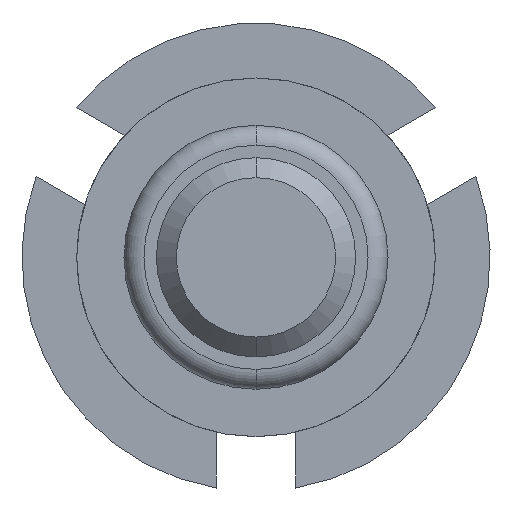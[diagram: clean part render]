
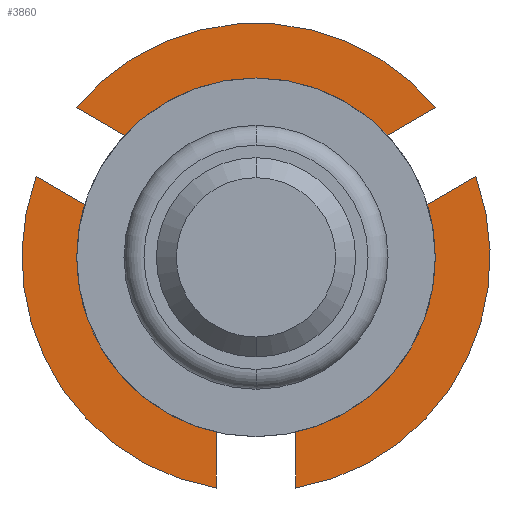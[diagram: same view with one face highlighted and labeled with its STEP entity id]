
A CAD part, front view. The second image highlights one B-rep face of the part: STEP entity #3860.
In plain terms, the highlighted planar face has unit normal (0, -1, 0).
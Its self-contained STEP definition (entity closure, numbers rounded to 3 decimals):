
#22 = CARTESIAN_POINT ( 'NONE',  ( 0., 5.5, -1.075 ) ) ;
#34 = ORIENTED_EDGE ( 'NONE', *, *, #2154, .F. ) ;
#41 = CARTESIAN_POINT ( 'NONE',  ( -1.386, 5.5, 0.8 ) ) ;
#67 = VECTOR ( 'NONE', #3421, 1000. ) ;
#72 = DIRECTION ( 'NONE',  ( -0.866, 0., -0.5 ) ) ;
#96 = VERTEX_POINT ( 'NONE', #2816 ) ;
#145 = DIRECTION ( 'NONE',  ( 0., -1., 0. ) ) ;
#221 = VERTEX_POINT ( 'NONE', #2482 ) ;
#229 = VERTEX_POINT ( 'NONE', #4485 ) ;
#276 = FACE_BOUND ( 'NONE', #1860, .T. ) ;
#313 = VECTOR ( 'NONE', #2012, 1000. ) ;
#324 = LINE ( 'NONE', #4979, #67 ) ;
#442 = VECTOR ( 'NONE', #3583, 1000. ) ;
#454 = CARTESIAN_POINT ( 'NONE',  ( 0.4, 5.5, -1.6 ) ) ;
#460 = VECTOR ( 'NONE', #1107, 1000. ) ;
#466 = EDGE_CURVE ( 'Defeature ausgef�hrt4_42+Defeature ausgef�hrt4_26+Defeature ausgef�hrt4_43+Defeature ausgef�hrt4_41', #1095, #3105, #3131, .T. ) ;
#467 = CARTESIAN_POINT ( 'NONE',  ( -0.4, 5.5, -1.6 ) ) ;
#492 = ORIENTED_EDGE ( 'NONE', *, *, #2798, .F. ) ;
#531 = EDGE_CURVE ( 'Defeature ausgef�hrt4_29+Defeature ausgef�hrt4_26+Defeature ausgef�hrt4_30+Defeature ausgef�hrt4_28', #666, #96, #2594, .T. ) ;
#559 = VERTEX_POINT ( 'NONE', #467 ) ;
#595 = CARTESIAN_POINT ( 'NONE',  ( -1.655, 5.5, 0. ) ) ;
#663 = ORIENTED_EDGE ( 'NONE', *, *, #2497, .F. ) ;
#666 = VERTEX_POINT ( 'NONE', #22 ) ;
#681 = CARTESIAN_POINT ( 'NONE',  ( -0.4, 5.5, -2.316 ) ) ;
#690 = EDGE_CURVE ( 'Defeature ausgef�hrt4_37+Defeature ausgef�hrt4_26+Defeature ausgef�hrt4_20+Defeature ausgef�hrt4_36', #4160, #1762, #1693, .T. ) ;
#697 = DIRECTION ( 'NONE',  ( 0., 1., 0. ) ) ;
#706 = LINE ( 'NONE', #3813, #1753 ) ;
#736 = CARTESIAN_POINT ( 'NONE',  ( -1.186, 5.5, 1.146 ) ) ;
#792 = CARTESIAN_POINT ( 'NONE',  ( 0.2, 5.5, 0.346 ) ) ;
#853 = LINE ( 'NONE', #792, #4231 ) ;
#878 = LINE ( 'NONE', #3422, #4927 ) ;
#895 = VERTEX_POINT ( 'NONE', #4036 ) ;
#978 = ORIENTED_EDGE ( 'NONE', *, *, #3390, .F. ) ;
#1095 = VERTEX_POINT ( 'NONE', #4154 ) ;
#1107 = DIRECTION ( 'NONE',  ( -1., 0., 0. ) ) ;
#1136 = CARTESIAN_POINT ( 'NONE',  ( 0., 5.5, -1.6 ) ) ;
#1174 = EDGE_CURVE ( 'Defeature ausgef�hrt4_36+Defeature ausgef�hrt4_26+Defeature ausgef�hrt4_37+Defeature ausgef�hrt4_35', #1762, #559, #1914, .T. ) ;
#1432 = CIRCLE ( 'NONE', #3625, 2.35 ) ;
#1459 = DIRECTION ( 'NONE',  ( 0.5, 0., -0.866 ) ) ;
#1487 = CARTESIAN_POINT ( 'NONE',  ( 1.186, 5.5, 1.146 ) ) ;
#1543 = VECTOR ( 'NONE', #3951, 1000. ) ;
#1565 = CARTESIAN_POINT ( 'NONE',  ( 1.655, 5.5, 0. ) ) ;
#1614 = CIRCLE ( 'NONE', #3689, 2.35 ) ;
#1667 = LINE ( 'NONE', #4284, #4670 ) ;
#1671 = EDGE_CURVE ( 'Defeature ausgef�hrt4_38+Defeature ausgef�hrt4_26+Defeature ausgef�hrt4_39+Defeature ausgef�hrt4_20', #895, #3723, #1667, .T. ) ;
#1693 = LINE ( 'NONE', #3156, #4576 ) ;
#1713 = EDGE_CURVE ( 'Defeature ausgef�hrt4_43+Defeature ausgef�hrt4_26+Defeature ausgef�hrt4_34+Defeature ausgef�hrt4_42', #5070, #1095, #2713, .T. ) ;
#1753 = VECTOR ( 'NONE', #1459, 1000. ) ;
#1762 = VERTEX_POINT ( 'NONE', #454 ) ;
#1789 = EDGE_CURVE ( 'Defeature ausgef�hrt4_41+Defeature ausgef�hrt4_26+Defeature ausgef�hrt4_42+Defeature ausgef�hrt4_19', #3105, #221, #853, .T. ) ;
#1860 = EDGE_LOOP ( 'NONE', ( #4032, #2797, #34, #3424 ) ) ;
#1884 = DIRECTION ( 'NONE',  ( 0., 0., -1. ) ) ;
#1897 = VERTEX_POINT ( 'NONE', #595 ) ;
#1905 = EDGE_CURVE ( 'Defeature ausgef�hrt4_27+Defeature ausgef�hrt4_26+Defeature ausgef�hrt4_28+Defeature ausgef�hrt4_30', #229, #1897, #324, .T. ) ;
#1914 = LINE ( 'NONE', #1136, #460 ) ;
#1981 = DIRECTION ( 'NONE',  ( 0., 0., -1. ) ) ;
#2012 = DIRECTION ( 'NONE',  ( 0.866, 0., -0.5 ) ) ;
#2133 = EDGE_LOOP ( 'NONE', ( #4757, #4711, #2422, #978, #492, #4782, #4023, #3805, #5099, #663, #3434, #2935 ) ) ;
#2154 = EDGE_CURVE ( 'Defeature ausgef�hrt4_30+Defeature ausgef�hrt4_26+Defeature ausgef�hrt4_27+Defeature ausgef�hrt4_29', #1897, #666, #2444, .T. ) ;
#2292 = CARTESIAN_POINT ( 'NONE',  ( 0., 5.5, 0. ) ) ;
#2333 = VECTOR ( 'NONE', #4373, 1000. ) ;
#2365 = DIRECTION ( 'NONE',  ( -0.866, 0., 0.5 ) ) ;
#2422 = ORIENTED_EDGE ( 'NONE', *, *, #1713, .F. ) ;
#2434 = CARTESIAN_POINT ( 'NONE',  ( -0.4, 5.5, 0. ) ) ;
#2444 = LINE ( 'NONE', #2445, #442 ) ;
#2445 = CARTESIAN_POINT ( 'NONE',  ( 0., 5.5, -1.075 ) ) ;
#2482 = CARTESIAN_POINT ( 'NONE',  ( -1.805, 5.5, 1.504 ) ) ;
#2490 = CARTESIAN_POINT ( 'NONE',  ( -2.205, 5.5, 0.811 ) ) ;
#2497 = EDGE_CURVE ( 'Defeature ausgef�hrt4_39+Defeature ausgef�hrt4_26+Defeature ausgef�hrt4_40+Defeature ausgef�hrt4_38', #4571, #895, #706, .T. ) ;
#2539 = LINE ( 'NONE', #2434, #2794 ) ;
#2594 = LINE ( 'NONE', #1565, #1543 ) ;
#2603 = AXIS2_PLACEMENT_3D ( 'NONE', #3403, #3053, #3866 ) ;
#2611 = VECTOR ( 'NONE', #72, 1000. ) ;
#2694 = EDGE_CURVE ( 'Defeature ausgef�hrt4_40+Defeature ausgef�hrt4_26+Defeature ausgef�hrt4_19+Defeature ausgef�hrt4_39', #4520, #4571, #4260, .T. ) ;
#2713 = LINE ( 'NONE', #2819, #313 ) ;
#2794 = VECTOR ( 'NONE', #1981, 1000. ) ;
#2797 = ORIENTED_EDGE ( 'NONE', *, *, #531, .F. ) ;
#2798 = EDGE_CURVE ( 'Defeature ausgef�hrt4_35+Defeature ausgef�hrt4_26+Defeature ausgef�hrt4_36+Defeature ausgef�hrt4_34', #559, #4282, #2539, .T. ) ;
#2811 = DIRECTION ( 'NONE',  ( 0., 0., 1. ) ) ;
#2816 = CARTESIAN_POINT ( 'NONE',  ( 1.655, 5.5, 0. ) ) ;
#2819 = CARTESIAN_POINT ( 'NONE',  ( -0.2, 5.5, -0.346 ) ) ;
#2863 = CARTESIAN_POINT ( 'NONE',  ( 0., 5.5, 0. ) ) ;
#2935 = ORIENTED_EDGE ( 'NONE', *, *, #4540, .F. ) ;
#3053 = DIRECTION ( 'NONE',  ( 0., 1., 0. ) ) ;
#3059 = CARTESIAN_POINT ( 'NONE',  ( 0., 5.5, 0. ) ) ;
#3105 = VERTEX_POINT ( 'NONE', #736 ) ;
#3131 = LINE ( 'NONE', #41, #2333 ) ;
#3156 = CARTESIAN_POINT ( 'NONE',  ( 0.4, 5.5, 0. ) ) ;
#3262 = EDGE_CURVE ( 'Defeature ausgef�hrt4_20+Defeature ausgef�hrt4_26+Defeature ausgef�hrt4_38+Defeature ausgef�hrt4_37', #3723, #4160, #1432, .T. ) ;
#3390 = EDGE_CURVE ( 'Defeature ausgef�hrt4_34+Defeature ausgef�hrt4_26+Defeature ausgef�hrt4_35+Defeature ausgef�hrt4_43', #4282, #5070, #1614, .T. ) ;
#3403 = CARTESIAN_POINT ( 'NONE',  ( 0., 5.5, 0. ) ) ;
#3415 = CARTESIAN_POINT ( 'NONE',  ( 2.205, 5.5, 0.811 ) ) ;
#3421 = DIRECTION ( 'NONE',  ( -0.839, 0., -0.545 ) ) ;
#3422 = CARTESIAN_POINT ( 'NONE',  ( 0., 5.5, 1.075 ) ) ;
#3424 = ORIENTED_EDGE ( 'NONE', *, *, #1905, .F. ) ;
#3434 = ORIENTED_EDGE ( 'NONE', *, *, #2694, .F. ) ;
#3445 = DIRECTION ( 'NONE',  ( 0.866, 0., 0.5 ) ) ;
#3583 = DIRECTION ( 'NONE',  ( 0.839, 0., -0.545 ) ) ;
#3624 = PLANE ( 'NONE',  #4209 ) ;
#3625 = AXIS2_PLACEMENT_3D ( 'NONE', #3059, #697, #1884 ) ;
#3669 = CARTESIAN_POINT ( 'NONE',  ( -0.2, 5.5, 0.346 ) ) ;
#3689 = AXIS2_PLACEMENT_3D ( 'NONE', #2292, #4681, #3885 ) ;
#3723 = VERTEX_POINT ( 'NONE', #3415 ) ;
#3794 = DIRECTION ( 'NONE',  ( -0.839, 0., 0.545 ) ) ;
#3805 = ORIENTED_EDGE ( 'NONE', *, *, #3262, .F. ) ;
#3813 = CARTESIAN_POINT ( 'NONE',  ( 1.386, 5.5, 0.8 ) ) ;
#3860 = ADVANCED_FACE ( 'Defeature ausgef�hrt4_26', ( #4568, #276 ), #3624, .T. ) ;
#3866 = DIRECTION ( 'NONE',  ( 0., 0., -1. ) ) ;
#3885 = DIRECTION ( 'NONE',  ( 0., 0., -1. ) ) ;
#3951 = DIRECTION ( 'NONE',  ( 0.839, 0., 0.545 ) ) ;
#4023 = ORIENTED_EDGE ( 'NONE', *, *, #690, .F. ) ;
#4032 = ORIENTED_EDGE ( 'NONE', *, *, #4856, .F. ) ;
#4036 = CARTESIAN_POINT ( 'NONE',  ( 1.586, 5.5, 0.454 ) ) ;
#4154 = CARTESIAN_POINT ( 'NONE',  ( -1.586, 5.5, 0.454 ) ) ;
#4160 = VERTEX_POINT ( 'NONE', #4526 ) ;
#4209 = AXIS2_PLACEMENT_3D ( 'NONE', #2863, #145, #4464 ) ;
#4231 = VECTOR ( 'NONE', #2365, 1000. ) ;
#4260 = LINE ( 'NONE', #3669, #2611 ) ;
#4282 = VERTEX_POINT ( 'NONE', #681 ) ;
#4284 = CARTESIAN_POINT ( 'NONE',  ( 0.2, 5.5, -0.346 ) ) ;
#4373 = DIRECTION ( 'NONE',  ( 0.5, 0., 0.866 ) ) ;
#4464 = DIRECTION ( 'NONE',  ( 0., 0., -1. ) ) ;
#4485 = CARTESIAN_POINT ( 'NONE',  ( 0., 5.5, 1.075 ) ) ;
#4520 = VERTEX_POINT ( 'NONE', #4893 ) ;
#4526 = CARTESIAN_POINT ( 'NONE',  ( 0.4, 5.5, -2.316 ) ) ;
#4540 = EDGE_CURVE ( 'Defeature ausgef�hrt4_19+Defeature ausgef�hrt4_26+Defeature ausgef�hrt4_41+Defeature ausgef�hrt4_40', #221, #4520, #4730, .T. ) ;
#4568 = FACE_OUTER_BOUND ( 'NONE', #2133, .T. ) ;
#4571 = VERTEX_POINT ( 'NONE', #1487 ) ;
#4576 = VECTOR ( 'NONE', #2811, 1000. ) ;
#4670 = VECTOR ( 'NONE', #3445, 1000. ) ;
#4681 = DIRECTION ( 'NONE',  ( 0., 1., 0. ) ) ;
#4711 = ORIENTED_EDGE ( 'NONE', *, *, #466, .F. ) ;
#4730 = CIRCLE ( 'NONE', #2603, 2.35 ) ;
#4757 = ORIENTED_EDGE ( 'NONE', *, *, #1789, .F. ) ;
#4782 = ORIENTED_EDGE ( 'NONE', *, *, #1174, .F. ) ;
#4856 = EDGE_CURVE ( 'Defeature ausgef�hrt4_28+Defeature ausgef�hrt4_26+Defeature ausgef�hrt4_29+Defeature ausgef�hrt4_27', #96, #229, #878, .T. ) ;
#4893 = CARTESIAN_POINT ( 'NONE',  ( 1.805, 5.5, 1.504 ) ) ;
#4927 = VECTOR ( 'NONE', #3794, 1000. ) ;
#4979 = CARTESIAN_POINT ( 'NONE',  ( -1.655, 5.5, 0. ) ) ;
#5070 = VERTEX_POINT ( 'NONE', #2490 ) ;
#5099 = ORIENTED_EDGE ( 'NONE', *, *, #1671, .F. ) ;
